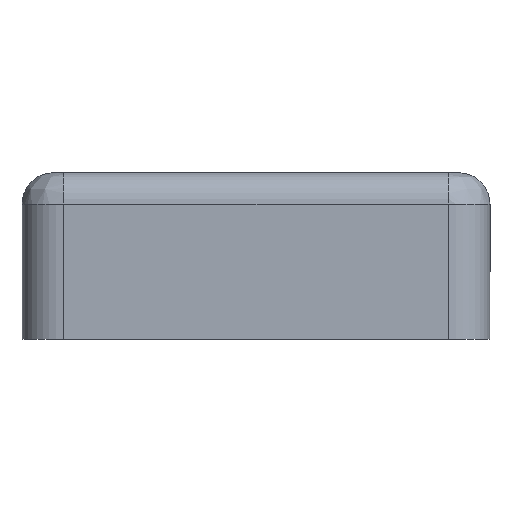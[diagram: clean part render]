
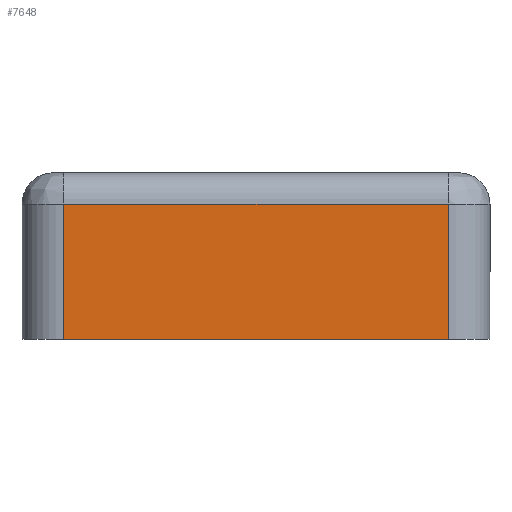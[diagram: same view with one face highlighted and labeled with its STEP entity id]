
A CAD part, left-side view. The second image highlights one B-rep face of the part: STEP entity #7648.
In plain terms, the highlighted planar face has unit normal (-1, 0, 0).
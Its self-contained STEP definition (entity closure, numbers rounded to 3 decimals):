
#151 = AXIS2_PLACEMENT_3D ( 'NONE', #1483, #6103, #2135 ) ;
#1129 = CARTESIAN_POINT ( 'NONE',  ( -45., 18.5, 13. ) ) ;
#1143 = CARTESIAN_POINT ( 'NONE',  ( -45., -18.5, 13. ) ) ;
#1146 = ORIENTED_EDGE ( 'NONE', *, *, #5976, .F. ) ;
#1150 = FACE_OUTER_BOUND ( 'NONE', #5073, .T. ) ;
#1483 = CARTESIAN_POINT ( 'NONE',  ( -45., 22.5, 16. ) ) ;
#1578 = DIRECTION ( 'NONE',  ( 0., 0., 1. ) ) ;
#1926 = LINE ( 'NONE', #5491, #2734 ) ;
#2135 = DIRECTION ( 'NONE',  ( 0., 0., -1. ) ) ;
#2194 = CARTESIAN_POINT ( 'NONE',  ( -45., 22.5, 0. ) ) ;
#2198 = DIRECTION ( 'NONE',  ( 0., 0., -1. ) ) ;
#2734 = VECTOR ( 'NONE', #4052, 1000. ) ;
#2872 = VERTEX_POINT ( 'NONE', #3243 ) ;
#3167 = VECTOR ( 'NONE', #2198, 1000. ) ;
#3209 = EDGE_CURVE ( 'NONE', #3892, #6296, #1926, .T. ) ;
#3243 = CARTESIAN_POINT ( 'NONE',  ( -45., -18.5, 0. ) ) ;
#3390 = LINE ( 'NONE', #4879, #3167 ) ;
#3511 = LINE ( 'NONE', #2194, #6829 ) ;
#3892 = VERTEX_POINT ( 'NONE', #1129 ) ;
#4052 = DIRECTION ( 'NONE',  ( 0., -1., 0. ) ) ;
#4539 = ORIENTED_EDGE ( 'NONE', *, *, #3209, .F. ) ;
#4720 = DIRECTION ( 'NONE',  ( 0., 1., 0. ) ) ;
#4879 = CARTESIAN_POINT ( 'NONE',  ( -45., -18.5, 16. ) ) ;
#4890 = CARTESIAN_POINT ( 'NONE',  ( -45., 18.5, 0. ) ) ;
#5073 = EDGE_LOOP ( 'NONE', ( #4539, #5648, #5250, #1146 ) ) ;
#5138 = VECTOR ( 'NONE', #1578, 1000. ) ;
#5250 = ORIENTED_EDGE ( 'NONE', *, *, #7265, .F. ) ;
#5491 = CARTESIAN_POINT ( 'NONE',  ( -45., -22.5, 13. ) ) ;
#5648 = ORIENTED_EDGE ( 'NONE', *, *, #6455, .F. ) ;
#5976 = EDGE_CURVE ( 'NONE', #6296, #2872, #3390, .T. ) ;
#6071 = PLANE ( 'NONE',  #151 ) ;
#6103 = DIRECTION ( 'NONE',  ( 1., 0., 0. ) ) ;
#6296 = VERTEX_POINT ( 'NONE', #1143 ) ;
#6455 = EDGE_CURVE ( 'NONE', #8127, #3892, #6890, .T. ) ;
#6829 = VECTOR ( 'NONE', #4720, 1000. ) ;
#6890 = LINE ( 'NONE', #7473, #5138 ) ;
#7265 = EDGE_CURVE ( 'NONE', #2872, #8127, #3511, .T. ) ;
#7473 = CARTESIAN_POINT ( 'NONE',  ( -45., 18.5, 16. ) ) ;
#7648 = ADVANCED_FACE ( 'NONE', ( #1150 ), #6071, .F. ) ;
#8127 = VERTEX_POINT ( 'NONE', #4890 ) ;
